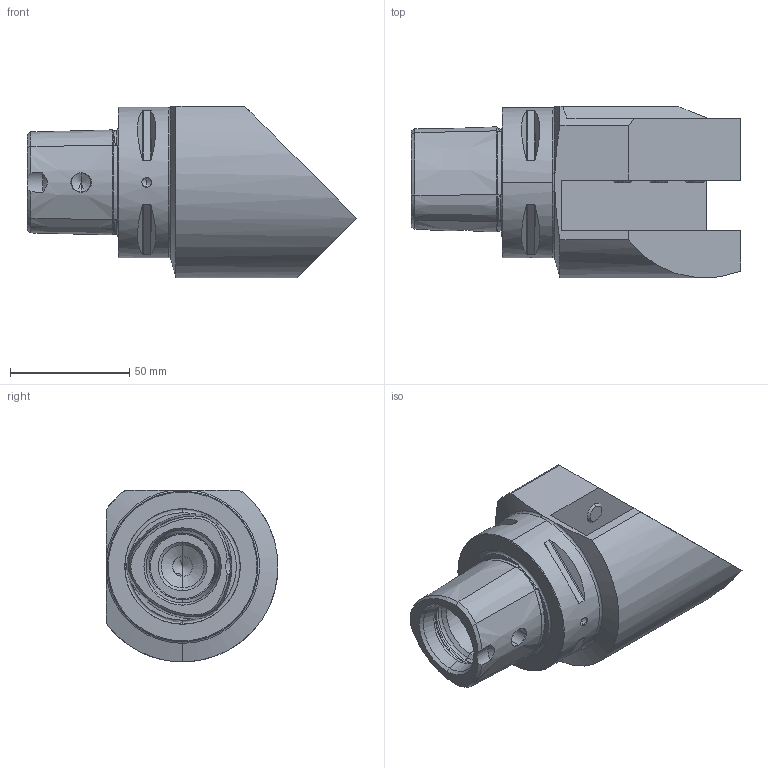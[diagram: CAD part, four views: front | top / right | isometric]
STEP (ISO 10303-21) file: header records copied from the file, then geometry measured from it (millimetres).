
FILE_DESCRIPTION (( 'STEP AP203' ), '1' );
FILE_NAME ('PS6-V20.R12.100.STEP', '2013-06-24T15:10:10', ( 'baer' ), ( 'Hewlett-Packard Company' ), 'SwSTEP 2.0', 'SolidWorks 2012', '' );
FILE_SCHEMA (( 'CONFIG_CONTROL_DESIGN' ));
Length unit declared in the file: millimetre
Products named in the file (7): PS6-V20.R12.100; KVT_MB_600_060; ISO 4026 - M10 x 25; KU1-U12.001.010; KU1-U12.001.010_2; KU1-U12.001.010_1; PS6-V20.R12.100_A
Assembly tree (8 placements, depth 3):
  PS6-V20.R12.100
    PS6-V20.R12.100_A
    KU1-U12.001.010
      KU1-U12.001.010_1
      KU1-U12.001.010_2
    ISO 4026 - M10 x 25  x3
    KVT_MB_600_060
Bounding box: 138 x 71.9 x 72 mm (x, y, z)
Volume: 316291.5 mm3; surface area: 47525.9 mm2
Topology: 8 solids, 8 shells, 257 faces, 615 edges, 368 vertices
Faces by surface type: cone 90, cylinder 67, plane 62, torus 30, sphere 6, bspline 2
Entity records: 8051 total; most frequent: CARTESIAN_POINT 2112, DIRECTION 1129, ORIENTED_EDGE 1052, EDGE_CURVE 526, AXIS2_PLACEMENT_3D 468, VERTEX_POINT 319, EDGE_LOOP 251, CIRCLE 231
